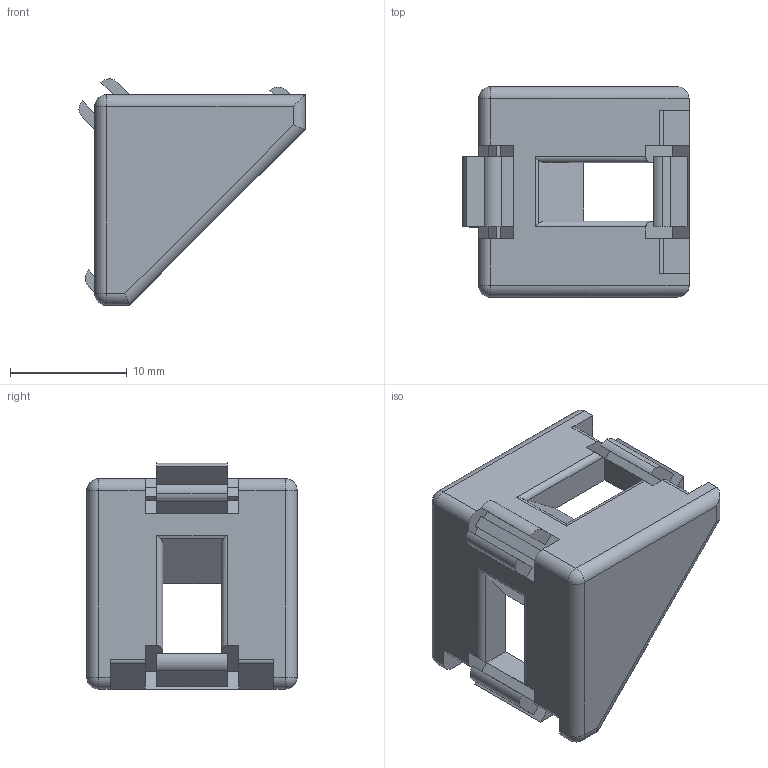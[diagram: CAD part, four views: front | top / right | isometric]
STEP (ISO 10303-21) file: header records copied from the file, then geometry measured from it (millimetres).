
FILE_DESCRIPTION (( 'STEP AP203' ), '1' );
FILE_NAME ('18mmX18mm 90Deg Joint_Default_sldprt.STEP', '2023-10-19T05:32:59', ( '' ), ( '' ), 'SwSTEP 2.0', 'SolidWorks 2023', '' );
FILE_SCHEMA (( 'CONFIG_CONTROL_DESIGN' ));
Length unit declared in the file: millimetre
Products named in the file (1): 18mmX18mm 90Deg Joint_Default_sldprt
Bounding box: 19.35 x 18 x 19.35 mm (x, y, z)
Volume: 1884.7 mm3; surface area: 2006.5 mm2
Topology: 1 solids, 1 shells, 97 faces, 259 edges, 160 vertices
Faces by surface type: plane 63, cylinder 30, sphere 4
Entity records: 3010 total; most frequent: CARTESIAN_POINT 567, ORIENTED_EDGE 510, DIRECTION 469, EDGE_CURVE 255, VECTOR 201, LINE 201, VERTEX_POINT 160, AXIS2_PLACEMENT_3D 134
